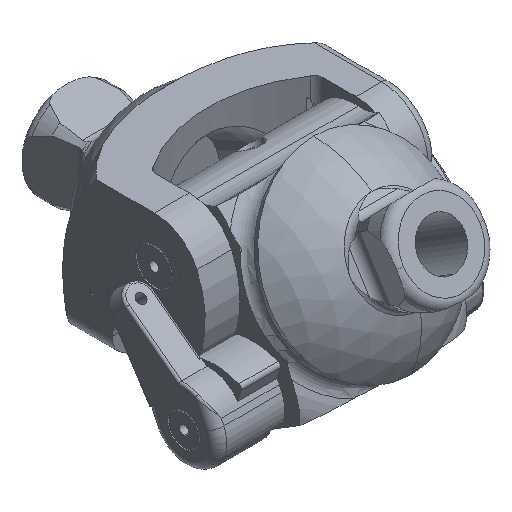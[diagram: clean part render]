
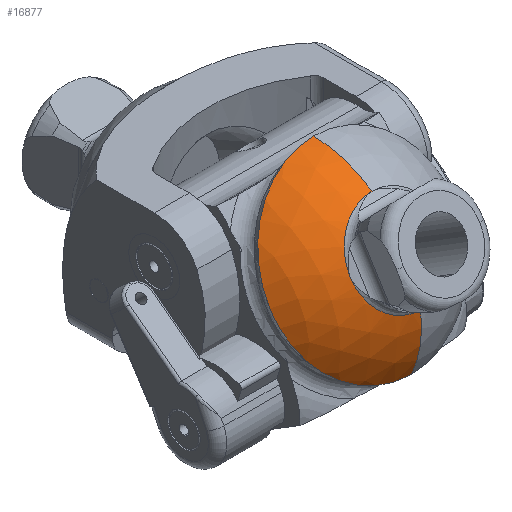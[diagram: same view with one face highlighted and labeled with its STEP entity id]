
A CAD part, isometric view. The second image highlights one B-rep face of the part: STEP entity #16877.
In plain terms, the highlighted spherical face has radius 24 mm.
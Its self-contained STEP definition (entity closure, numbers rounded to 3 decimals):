
#61 = CARTESIAN_POINT ( 'NONE',  ( 9.954, -8.572, 0. ) ) ;
#273 = CARTESIAN_POINT ( 'NONE',  ( 0., -8.572, 0. ) ) ;
#334 = CARTESIAN_POINT ( 'NONE',  ( 0., 13.266, 0. ) ) ;
#1169 = ORIENTED_EDGE ( 'NONE', *, *, #9595, .T. ) ;
#2251 = ORIENTED_EDGE ( 'NONE', *, *, #4605, .F. ) ;
#2874 = AXIS2_PLACEMENT_3D ( 'NONE', #17047, #5115, #10428 ) ;
#3051 = DIRECTION ( 'NONE',  ( 1., 0., 0. ) ) ;
#3410 = AXIS2_PLACEMENT_3D ( 'NONE', #15151, #15818, #14619 ) ;
#3422 = VERTEX_POINT ( 'NONE', #61 ) ;
#4105 = AXIS2_PLACEMENT_3D ( 'NONE', #5052, #16824, #10368 ) ;
#4346 = CARTESIAN_POINT ( 'NONE',  ( -20., 0., 0. ) ) ;
#4605 = EDGE_CURVE ( 'NONE', #3422, #12483, #16531, .T. ) ;
#4920 = CIRCLE ( 'NONE', #4105, 9.954 ) ;
#5038 = CARTESIAN_POINT ( 'NONE',  ( 0., -8.572, -9.954 ) ) ;
#5052 = CARTESIAN_POINT ( 'NONE',  ( 0., -8.572, 0. ) ) ;
#5115 = DIRECTION ( 'NONE',  ( 0., 0., 1. ) ) ;
#5525 = DIRECTION ( 'NONE',  ( 0., 1., 0. ) ) ;
#5842 = CIRCLE ( 'NONE', #13375, 20. ) ;
#6156 = CIRCLE ( 'NONE', #6721, 9.954 ) ;
#6209 = AXIS2_PLACEMENT_3D ( 'NONE', #334, #7201, #12517 ) ;
#6721 = AXIS2_PLACEMENT_3D ( 'NONE', #273, #11065, #3051 ) ;
#7201 = DIRECTION ( 'NONE',  ( 0., 0., 1. ) ) ;
#7916 = SPHERICAL_SURFACE ( 'NONE', #2874, 24. ) ;
#9497 = VERTEX_POINT ( 'NONE', #11676 ) ;
#9595 = EDGE_CURVE ( 'NONE', #10467, #9497, #4920, .T. ) ;
#10154 = CARTESIAN_POINT ( 'NONE',  ( 0., 0., 0. ) ) ;
#10163 = EDGE_CURVE ( 'NONE', #12483, #14812, #5842, .T. ) ;
#10255 = ORIENTED_EDGE ( 'NONE', *, *, #12472, .T. ) ;
#10368 = DIRECTION ( 'NONE',  ( 1., 0., 0. ) ) ;
#10428 = DIRECTION ( 'NONE',  ( -1., 0., 0. ) ) ;
#10467 = VERTEX_POINT ( 'NONE', #5038 ) ;
#10821 = ORIENTED_EDGE ( 'NONE', *, *, #12007, .T. ) ;
#11065 = DIRECTION ( 'NONE',  ( 0., 1., 0. ) ) ;
#11548 = CARTESIAN_POINT ( 'NONE',  ( 20., 0., 0. ) ) ;
#11676 = CARTESIAN_POINT ( 'NONE',  ( -9.954, -8.572, 0. ) ) ;
#11731 = FACE_OUTER_BOUND ( 'NONE', #13307, .T. ) ;
#11899 = ORIENTED_EDGE ( 'NONE', *, *, #10163, .F. ) ;
#12007 = EDGE_CURVE ( 'NONE', #3422, #10467, #6156, .T. ) ;
#12472 = EDGE_CURVE ( 'NONE', #9497, #14812, #16207, .T. ) ;
#12483 = VERTEX_POINT ( 'NONE', #11548 ) ;
#12517 = DIRECTION ( 'NONE',  ( 1., 0., 0. ) ) ;
#13307 = EDGE_LOOP ( 'NONE', ( #2251, #10821, #1169, #10255, #11899 ) ) ;
#13375 = AXIS2_PLACEMENT_3D ( 'NONE', #10154, #5525, #17138 ) ;
#14619 = DIRECTION ( 'NONE',  ( -1., 0., 0. ) ) ;
#14812 = VERTEX_POINT ( 'NONE', #4346 ) ;
#15151 = CARTESIAN_POINT ( 'NONE',  ( 0., 13.266, 0. ) ) ;
#15818 = DIRECTION ( 'NONE',  ( 0., 0., -1. ) ) ;
#16207 = CIRCLE ( 'NONE', #3410, 24. ) ;
#16531 = CIRCLE ( 'NONE', #6209, 24. ) ;
#16824 = DIRECTION ( 'NONE',  ( 0., 1., 0. ) ) ;
#16877 = ADVANCED_FACE ( 'NONE', ( #11731 ), #7916, .T. ) ;
#17047 = CARTESIAN_POINT ( 'NONE',  ( 0., 13.266, 0. ) ) ;
#17138 = DIRECTION ( 'NONE',  ( 0., 0., 1. ) ) ;
